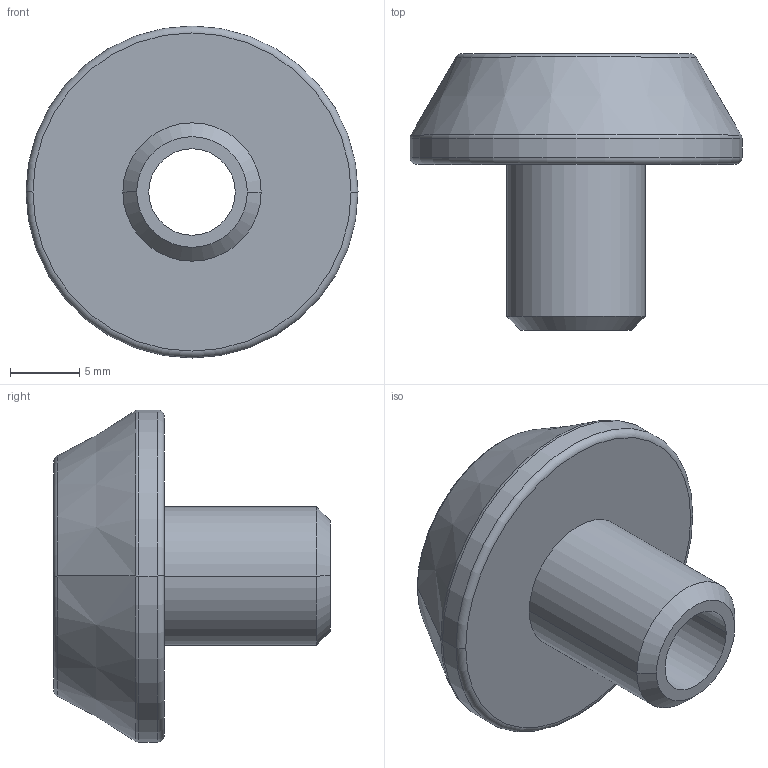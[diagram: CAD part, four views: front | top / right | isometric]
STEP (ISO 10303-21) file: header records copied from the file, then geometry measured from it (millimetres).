
FILE_DESCRIPTION(('CATIA V5 STEP Exchange'),'2;1');
FILE_NAME('BOS_V2_TANK_INOUTLET_FIX.stp','2023-11-27T11:04:19+00:00',('none'),('none'),'CATIA Unofficial Packaging Version SP3','CATIA V5 STEP AP203','none');
FILE_SCHEMA(('CONFIG_CONTROL_DESIGN'));
Length unit declared in the file: millimetre
Products named in the file (1): BOS_V2_TANK_INOUTLET_FIX
Bounding box: 24 x 20 x 24 mm (x, y, z)
Volume: 2498.8 mm3; surface area: 2079.5 mm2
Topology: 1 solids, 1 shells, 24 faces, 60 edges, 44 vertices
Faces by surface type: torus 8, cylinder 8, plane 4, cone 4
Entity records: 724 total; most frequent: CARTESIAN_POINT 134, DIRECTION 100, ORIENTED_EDGE 96, AXIS2_PLACEMENT_3D 63, EDGE_CURVE 48, CIRCLE 42, EDGE_LOOP 28, VERTEX_POINT 28
